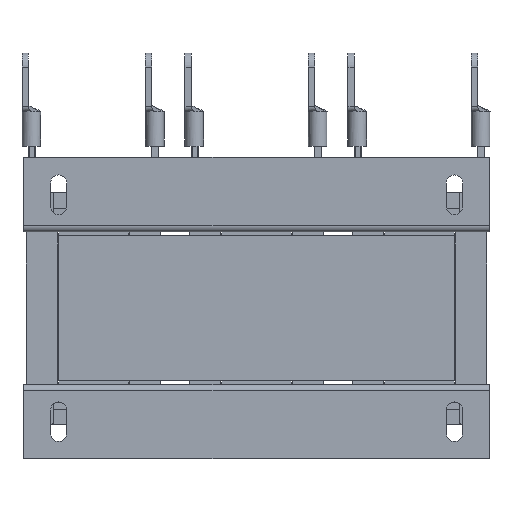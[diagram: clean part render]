
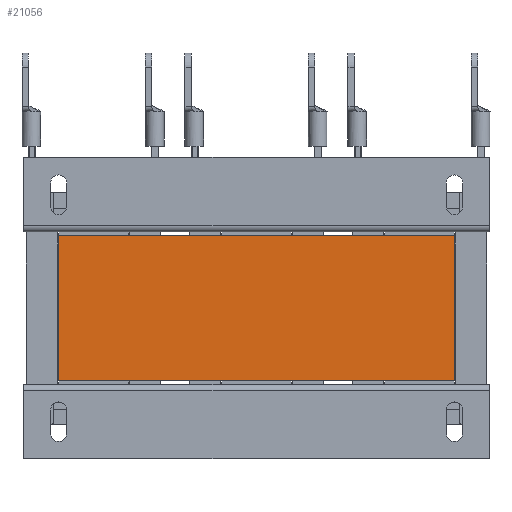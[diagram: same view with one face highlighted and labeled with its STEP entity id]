
A CAD part, front view. The second image highlights one B-rep face of the part: STEP entity #21056.
In plain terms, the highlighted planar face has unit normal (0, -1, 0).
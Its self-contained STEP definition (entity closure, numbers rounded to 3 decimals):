
#320 = VERTEX_POINT ( 'NONE', #12320 ) ;
#1249 = DIRECTION ( 'NONE',  ( 0., 0., -1. ) ) ;
#1338 = DIRECTION ( 'NONE',  ( 1., 0., 0. ) ) ;
#1654 = CARTESIAN_POINT ( 'NONE',  ( -85., -15., 0. ) ) ;
#2289 = LINE ( 'NONE', #6687, #23056 ) ;
#3470 = VERTEX_POINT ( 'NONE', #10459 ) ;
#4134 = ORIENTED_EDGE ( 'NONE', *, *, #20026, .F. ) ;
#4204 = DIRECTION ( 'NONE',  ( 0., 1., 0. ) ) ;
#4504 = EDGE_CURVE ( 'NONE', #3470, #15956, #15052, .T. ) ;
#4580 = CARTESIAN_POINT ( 'NONE',  ( 85., -15., 62.5 ) ) ;
#5578 = ORIENTED_EDGE ( 'NONE', *, *, #4504, .F. ) ;
#6687 = CARTESIAN_POINT ( 'NONE',  ( 85., -15., 62.5 ) ) ;
#8624 = EDGE_CURVE ( 'NONE', #21008, #320, #9537, .T. ) ;
#8972 = VECTOR ( 'NONE', #1249, 1000. ) ;
#9537 = LINE ( 'NONE', #1654, #14082 ) ;
#9773 = CARTESIAN_POINT ( 'NONE',  ( -85., -15., 62.5 ) ) ;
#9787 = DIRECTION ( 'NONE',  ( 1., 0., 0. ) ) ;
#10233 = ORIENTED_EDGE ( 'NONE', *, *, #8624, .T. ) ;
#10448 = CARTESIAN_POINT ( 'NONE',  ( -85., -15., 62.5 ) ) ;
#10459 = CARTESIAN_POINT ( 'NONE',  ( -85., -15., 62.5 ) ) ;
#12320 = CARTESIAN_POINT ( 'NONE',  ( 85., -15., 0. ) ) ;
#12589 = DIRECTION ( 'NONE',  ( 0., 0., 1. ) ) ;
#13532 = EDGE_LOOP ( 'NONE', ( #10233, #4134, #5578, #20014 ) ) ;
#14082 = VECTOR ( 'NONE', #9787, 1000. ) ;
#14406 = DIRECTION ( 'NONE',  ( 0., 0., -1. ) ) ;
#15052 = LINE ( 'NONE', #23428, #23961 ) ;
#15846 = AXIS2_PLACEMENT_3D ( 'NONE', #10448, #4204, #12589 ) ;
#15956 = VERTEX_POINT ( 'NONE', #4580 ) ;
#16160 = FACE_OUTER_BOUND ( 'NONE', #13532, .T. ) ;
#16306 = CARTESIAN_POINT ( 'NONE',  ( -85., -15., 0. ) ) ;
#20014 = ORIENTED_EDGE ( 'NONE', *, *, #22360, .T. ) ;
#20026 = EDGE_CURVE ( 'NONE', #15956, #320, #2289, .T. ) ;
#21008 = VERTEX_POINT ( 'NONE', #16306 ) ;
#21056 = ADVANCED_FACE ( 'NONE', ( #16160 ), #22432, .F. ) ;
#22360 = EDGE_CURVE ( 'NONE', #3470, #21008, #23733, .T. ) ;
#22432 = PLANE ( 'NONE',  #15846 ) ;
#23056 = VECTOR ( 'NONE', #14406, 1000. ) ;
#23428 = CARTESIAN_POINT ( 'NONE',  ( -85., -15., 62.5 ) ) ;
#23733 = LINE ( 'NONE', #9773, #8972 ) ;
#23961 = VECTOR ( 'NONE', #1338, 1000. ) ;
